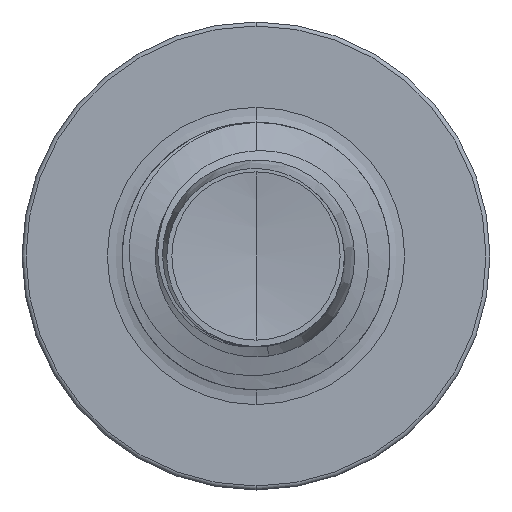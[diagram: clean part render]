
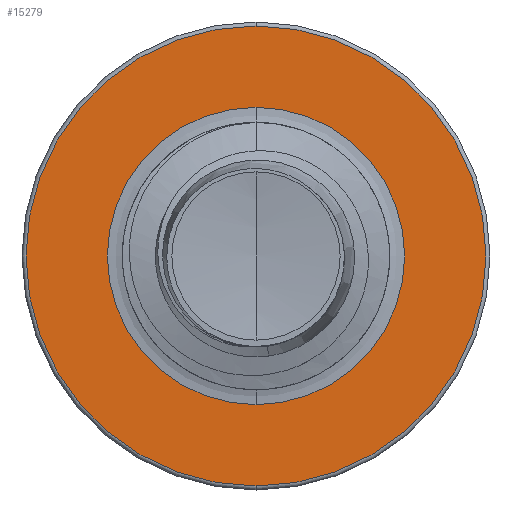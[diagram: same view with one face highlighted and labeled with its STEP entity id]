
A CAD part, front view. The second image highlights one B-rep face of the part: STEP entity #15279.
In plain terms, the highlighted planar face has unit normal (0, -1, 0).
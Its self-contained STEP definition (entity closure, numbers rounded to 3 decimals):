
#1869 = DIRECTION ( 'NONE',  ( 0., 1., 0. ) ) ;
#2040 = AXIS2_PLACEMENT_3D ( 'NONE', #7585, #15703, #8930 ) ;
#2393 = EDGE_LOOP ( 'NONE', ( #7371, #5808 ) ) ;
#2758 = ORIENTED_EDGE ( 'NONE', *, *, #14283, .T. ) ;
#3059 = CARTESIAN_POINT ( 'NONE',  ( 0., 4., 1.72 ) ) ;
#3063 = VERTEX_POINT ( 'NONE', #3059 ) ;
#3136 = CARTESIAN_POINT ( 'NONE',  ( 0., 4., 0. ) ) ;
#4411 = DIRECTION ( 'NONE',  ( 0., 0., 1. ) ) ;
#4744 = DIRECTION ( 'NONE',  ( 0., 1., 0. ) ) ;
#5808 = ORIENTED_EDGE ( 'NONE', *, *, #11174, .F. ) ;
#6486 = CARTESIAN_POINT ( 'NONE',  ( 0., 4., -1.112 ) ) ;
#6635 = CARTESIAN_POINT ( 'NONE',  ( 0., 4., -1.72 ) ) ;
#6834 = EDGE_CURVE ( 'NONE', #8307, #7203, #7152, .T. ) ;
#7132 = AXIS2_PLACEMENT_3D ( 'NONE', #12999, #1869, #10845 ) ;
#7152 = CIRCLE ( 'NONE', #9831, 1.112 ) ;
#7203 = VERTEX_POINT ( 'NONE', #10329 ) ;
#7371 = ORIENTED_EDGE ( 'NONE', *, *, #8904, .F. ) ;
#7404 = ORIENTED_EDGE ( 'NONE', *, *, #6834, .T. ) ;
#7434 = DIRECTION ( 'NONE',  ( 0., 1., 0. ) ) ;
#7585 = CARTESIAN_POINT ( 'NONE',  ( 0., 4., 0. ) ) ;
#8108 = FACE_BOUND ( 'NONE', #9986, .T. ) ;
#8307 = VERTEX_POINT ( 'NONE', #6486 ) ;
#8341 = PLANE ( 'NONE',  #7132 ) ;
#8753 = CIRCLE ( 'NONE', #10328, 1.112 ) ;
#8904 = EDGE_CURVE ( 'NONE', #3063, #12442, #9777, .T. ) ;
#8930 = DIRECTION ( 'NONE',  ( 0., 0., 1. ) ) ;
#9777 = CIRCLE ( 'NONE', #13456, 1.72 ) ;
#9831 = AXIS2_PLACEMENT_3D ( 'NONE', #14393, #7434, #15559 ) ;
#9986 = EDGE_LOOP ( 'NONE', ( #2758, #7404 ) ) ;
#10328 = AXIS2_PLACEMENT_3D ( 'NONE', #3136, #11917, #4411 ) ;
#10329 = CARTESIAN_POINT ( 'NONE',  ( 0., 4., 1.112 ) ) ;
#10683 = CIRCLE ( 'NONE', #2040, 1.72 ) ;
#10845 = DIRECTION ( 'NONE',  ( 0., 0., 1. ) ) ;
#11174 = EDGE_CURVE ( 'NONE', #12442, #3063, #10683, .T. ) ;
#11917 = DIRECTION ( 'NONE',  ( 0., 1., 0. ) ) ;
#12191 = CARTESIAN_POINT ( 'NONE',  ( 0., 4., 0. ) ) ;
#12442 = VERTEX_POINT ( 'NONE', #6635 ) ;
#12999 = CARTESIAN_POINT ( 'NONE',  ( 0., 4., -1.112 ) ) ;
#13228 = DIRECTION ( 'NONE',  ( 0., 0., 1. ) ) ;
#13456 = AXIS2_PLACEMENT_3D ( 'NONE', #12191, #4744, #13228 ) ;
#14234 = FACE_OUTER_BOUND ( 'NONE', #2393, .T. ) ;
#14283 = EDGE_CURVE ( 'NONE', #7203, #8307, #8753, .T. ) ;
#14393 = CARTESIAN_POINT ( 'NONE',  ( 0., 4., 0. ) ) ;
#15279 = ADVANCED_FACE ( 'NONE', ( #14234, #8108 ), #8341, .F. ) ;
#15559 = DIRECTION ( 'NONE',  ( 0., 0., 1. ) ) ;
#15703 = DIRECTION ( 'NONE',  ( 0., 1., 0. ) ) ;
